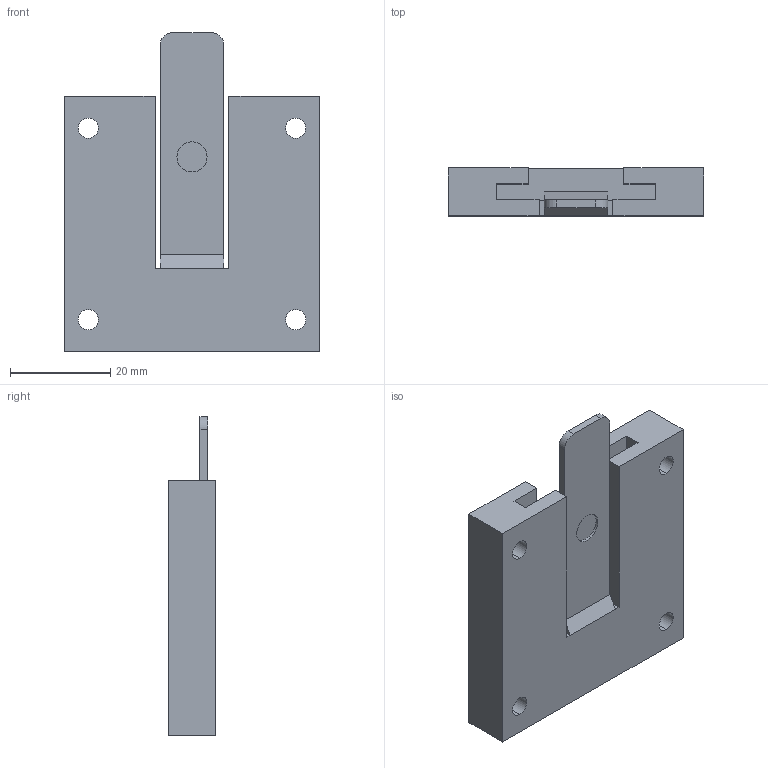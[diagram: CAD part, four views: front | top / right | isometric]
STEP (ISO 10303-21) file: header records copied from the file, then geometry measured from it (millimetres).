
FILE_DESCRIPTION (( 'STEP AP214' ), '1' );
FILE_NAME ('Pylon Clip Mount_With Spring Idea.STEP', '2025-03-19T00:53:32', ( '' ), ( '' ), 'SwSTEP 2.0', 'SolidWorks 2024', '' );
FILE_SCHEMA (( 'AUTOMOTIVE_DESIGN' ));
Length unit declared in the file: inch
Products named in the file (1): Pylon Clip Mount_With Spring Idea
Bounding box: 50.8 x 9.53 x 63.5 mm (x, y, z)
Volume: 16864.7 mm3; surface area: 9622.7 mm2
Topology: 1 solids, 1 shells, 40 faces, 109 edges, 72 vertices
Faces by surface type: plane 28, cylinder 12
Entity records: 1304 total; most frequent: CARTESIAN_POINT 222, ORIENTED_EDGE 218, DIRECTION 215, EDGE_CURVE 109, VECTOR 85, LINE 85, VERTEX_POINT 72, AXIS2_PLACEMENT_3D 65
